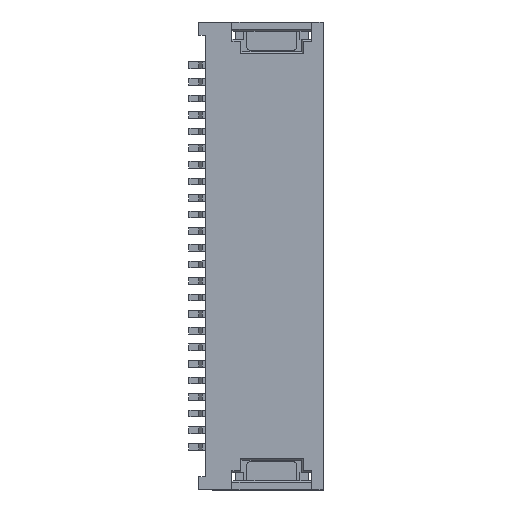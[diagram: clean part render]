
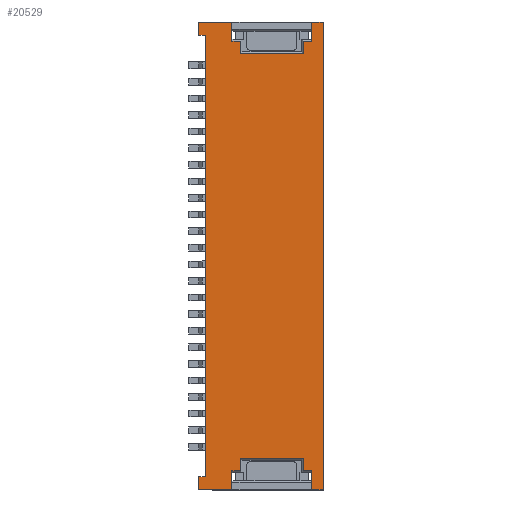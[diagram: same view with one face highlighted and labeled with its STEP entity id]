
A CAD part, top view. The second image highlights one B-rep face of the part: STEP entity #20529.
In plain terms, the highlighted face is planar.
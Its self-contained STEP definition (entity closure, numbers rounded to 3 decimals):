
#1294=FACE_OUTER_BOUND('',#2328,.T.);
#2328=EDGE_LOOP('',(#18230,#18231,#18232,#18233,#18234,#18235,#18236,#18237,
#18238,#18239,#18240,#18241,#18242,#18243,#18244,#18245,#18246,#18247,#18248,
#18249,#18250,#18251,#18252,#18253));
#2395=LINE('',#27060,#5125);
#2397=LINE('',#27066,#5127);
#2400=LINE('',#27072,#5130);
#3029=LINE('',#28322,#5759);
#4908=LINE('',#32478,#7638);
#4928=LINE('',#32516,#7658);
#4929=LINE('',#32518,#7659);
#4990=LINE('',#32648,#7720);
#4991=LINE('',#32650,#7721);
#4993=LINE('',#32654,#7723);
#5010=LINE('',#32684,#7740);
#5011=LINE('',#32686,#7741);
#5012=LINE('',#32688,#7742);
#5013=LINE('',#32690,#7743);
#5014=LINE('',#32692,#7744);
#5015=LINE('',#32694,#7745);
#5016=LINE('',#32696,#7746);
#5017=LINE('',#32698,#7747);
#5018=LINE('',#32699,#7748);
#5019=LINE('',#32701,#7749);
#5020=LINE('',#32703,#7750);
#5021=LINE('',#32705,#7751);
#5022=LINE('',#32707,#7752);
#5023=LINE('',#32708,#7753);
#5125=VECTOR('',#21853,0.4);
#5127=VECTOR('',#21857,0.4);
#5130=VECTOR('',#21862,0.2);
#5759=VECTOR('',#22631,13.3);
#7638=VECTOR('',#26646,14.1);
#7658=VECTOR('',#26674,1.);
#7659=VECTOR('',#26675,0.35);
#7720=VECTOR('',#26764,0.35);
#7721=VECTOR('',#26765,1.);
#7723=VECTOR('',#26769,0.575);
#7740=VECTOR('',#26798,0.575);
#7741=VECTOR('',#26801,0.2);
#7742=VECTOR('',#26802,0.575);
#7743=VECTOR('',#26803,0.25);
#7744=VECTOR('',#26804,0.375);
#7745=VECTOR('',#26805,1.9);
#7746=VECTOR('',#26806,0.375);
#7747=VECTOR('',#26807,0.25);
#7748=VECTOR('',#26808,0.575);
#7749=VECTOR('',#26809,0.25);
#7750=VECTOR('',#26810,0.375);
#7751=VECTOR('',#26811,1.9);
#7752=VECTOR('',#26812,0.375);
#7753=VECTOR('',#26813,0.25);
#7853=VERTEX_POINT('',#27054);
#7855=VERTEX_POINT('',#27058);
#7857=VERTEX_POINT('',#27063);
#7858=VERTEX_POINT('',#27065);
#7860=VERTEX_POINT('',#27071);
#8411=VERTEX_POINT('',#28321);
#9619=VERTEX_POINT('',#32475);
#9620=VERTEX_POINT('',#32477);
#9634=VERTEX_POINT('',#32514);
#9635=VERTEX_POINT('',#32517);
#9690=VERTEX_POINT('',#32646);
#9691=VERTEX_POINT('',#32649);
#9692=VERTEX_POINT('',#32653);
#9699=VERTEX_POINT('',#32682);
#9700=VERTEX_POINT('',#32687);
#9701=VERTEX_POINT('',#32689);
#9702=VERTEX_POINT('',#32691);
#9703=VERTEX_POINT('',#32693);
#9704=VERTEX_POINT('',#32695);
#9705=VERTEX_POINT('',#32697);
#9706=VERTEX_POINT('',#32700);
#9707=VERTEX_POINT('',#32702);
#9708=VERTEX_POINT('',#32704);
#9709=VERTEX_POINT('',#32706);
#9755=EDGE_CURVE('',#7853,#7855,#2395,.T.);
#9757=EDGE_CURVE('',#7858,#7857,#2397,.T.);
#9760=EDGE_CURVE('',#7853,#7860,#2400,.T.);
#10397=EDGE_CURVE('',#7860,#8411,#3029,.T.);
#12463=EDGE_CURVE('',#9619,#9620,#4908,.T.);
#12483=EDGE_CURVE('',#7855,#9634,#4928,.T.);
#12484=EDGE_CURVE('',#9635,#9620,#4929,.T.);
#12549=EDGE_CURVE('',#9690,#9619,#4990,.T.);
#12550=EDGE_CURVE('',#7858,#9691,#4991,.T.);
#12552=EDGE_CURVE('',#9691,#9692,#4993,.T.);
#12569=EDGE_CURVE('',#9690,#9699,#5010,.T.);
#12570=EDGE_CURVE('',#7857,#8411,#5011,.T.);
#12571=EDGE_CURVE('',#9634,#9700,#5012,.T.);
#12572=EDGE_CURVE('',#9701,#9700,#5013,.T.);
#12573=EDGE_CURVE('',#9702,#9701,#5014,.T.);
#12574=EDGE_CURVE('',#9703,#9702,#5015,.T.);
#12575=EDGE_CURVE('',#9704,#9703,#5016,.T.);
#12576=EDGE_CURVE('',#9705,#9704,#5017,.T.);
#12577=EDGE_CURVE('',#9635,#9705,#5018,.T.);
#12578=EDGE_CURVE('',#9706,#9699,#5019,.T.);
#12579=EDGE_CURVE('',#9707,#9706,#5020,.T.);
#12580=EDGE_CURVE('',#9708,#9707,#5021,.T.);
#12581=EDGE_CURVE('',#9709,#9708,#5022,.T.);
#12582=EDGE_CURVE('',#9692,#9709,#5023,.T.);
#18230=ORIENTED_EDGE('',*,*,#12552,.F.);
#18231=ORIENTED_EDGE('',*,*,#12550,.F.);
#18232=ORIENTED_EDGE('',*,*,#9757,.T.);
#18233=ORIENTED_EDGE('',*,*,#12570,.T.);
#18234=ORIENTED_EDGE('',*,*,#10397,.F.);
#18235=ORIENTED_EDGE('',*,*,#9760,.F.);
#18236=ORIENTED_EDGE('',*,*,#9755,.T.);
#18237=ORIENTED_EDGE('',*,*,#12483,.T.);
#18238=ORIENTED_EDGE('',*,*,#12571,.T.);
#18239=ORIENTED_EDGE('',*,*,#12572,.F.);
#18240=ORIENTED_EDGE('',*,*,#12573,.F.);
#18241=ORIENTED_EDGE('',*,*,#12574,.F.);
#18242=ORIENTED_EDGE('',*,*,#12575,.F.);
#18243=ORIENTED_EDGE('',*,*,#12576,.F.);
#18244=ORIENTED_EDGE('',*,*,#12577,.F.);
#18245=ORIENTED_EDGE('',*,*,#12484,.T.);
#18246=ORIENTED_EDGE('',*,*,#12463,.F.);
#18247=ORIENTED_EDGE('',*,*,#12549,.F.);
#18248=ORIENTED_EDGE('',*,*,#12569,.T.);
#18249=ORIENTED_EDGE('',*,*,#12578,.F.);
#18250=ORIENTED_EDGE('',*,*,#12579,.F.);
#18251=ORIENTED_EDGE('',*,*,#12580,.F.);
#18252=ORIENTED_EDGE('',*,*,#12581,.F.);
#18253=ORIENTED_EDGE('',*,*,#12582,.F.);
#19425=PLANE('',#21774);
#20529=ADVANCED_FACE('',(#1294),#19425,.T.);
#21774=AXIS2_PLACEMENT_3D('',#32685,#26799,#26800);
#21853=DIRECTION('',(-1.,0.,0.));
#21857=DIRECTION('',(-1.,0.,0.));
#21862=DIRECTION('',(0.,0.,1.));
#22631=DIRECTION('',(1.,0.,0.));
#26646=DIRECTION('',(-1.,0.,0.));
#26674=DIRECTION('',(0.,0.,1.));
#26675=DIRECTION('',(0.,0.,1.));
#26764=DIRECTION('',(0.,0.,1.));
#26765=DIRECTION('',(0.,0.,1.));
#26769=DIRECTION('',(-1.,0.,0.));
#26798=DIRECTION('',(-1.,0.,0.));
#26799=DIRECTION('center_axis',(0.,1.,0.));
#26800=DIRECTION('ref_axis',(-1.,0.,0.));
#26801=DIRECTION('',(0.,0.,1.));
#26802=DIRECTION('',(1.,0.,0.));
#26803=DIRECTION('',(0.,0.,-1.));
#26804=DIRECTION('',(-1.,0.,0.));
#26805=DIRECTION('',(0.,0.,-1.));
#26806=DIRECTION('',(1.,0.,0.));
#26807=DIRECTION('',(0.,0.,-1.));
#26808=DIRECTION('',(1.,0.,0.));
#26809=DIRECTION('',(0.,0.,1.));
#26810=DIRECTION('',(1.,0.,0.));
#26811=DIRECTION('',(0.,0.,1.));
#26812=DIRECTION('',(-1.,0.,0.));
#26813=DIRECTION('',(0.,0.,1.));
#27054=CARTESIAN_POINT('',(-6.65,1.15,0.));
#27058=CARTESIAN_POINT('',(-7.05,1.15,0.));
#27060=CARTESIAN_POINT('',(-6.65,1.15,0.));
#27063=CARTESIAN_POINT('',(6.65,1.15,0.));
#27065=CARTESIAN_POINT('',(7.05,1.15,0.));
#27066=CARTESIAN_POINT('',(7.05,1.15,0.));
#27071=CARTESIAN_POINT('',(-6.65,1.15,0.2));
#27072=CARTESIAN_POINT('',(-6.65,1.15,0.));
#28321=CARTESIAN_POINT('',(6.65,1.15,0.2));
#28322=CARTESIAN_POINT('',(-6.65,1.15,0.2));
#32475=CARTESIAN_POINT('',(7.05,1.15,3.75));
#32477=CARTESIAN_POINT('',(-7.05,1.15,3.75));
#32478=CARTESIAN_POINT('',(7.05,1.15,3.75));
#32514=CARTESIAN_POINT('',(-7.05,1.15,1.));
#32516=CARTESIAN_POINT('',(-7.05,1.15,0.));
#32517=CARTESIAN_POINT('',(-7.05,1.15,3.4));
#32518=CARTESIAN_POINT('',(-7.05,1.15,3.4));
#32646=CARTESIAN_POINT('',(7.05,1.15,3.4));
#32648=CARTESIAN_POINT('',(7.05,1.15,3.4));
#32649=CARTESIAN_POINT('',(7.05,1.15,1.));
#32650=CARTESIAN_POINT('',(7.05,1.15,0.));
#32653=CARTESIAN_POINT('',(6.475,1.15,1.));
#32654=CARTESIAN_POINT('',(7.05,1.15,1.));
#32682=CARTESIAN_POINT('',(6.475,1.15,3.4));
#32684=CARTESIAN_POINT('',(7.05,1.15,3.4));
#32685=CARTESIAN_POINT('Origin',(7.05,1.15,0.));
#32686=CARTESIAN_POINT('',(6.65,1.15,0.));
#32687=CARTESIAN_POINT('',(-6.475,1.15,1.));
#32688=CARTESIAN_POINT('',(-7.05,1.15,1.));
#32689=CARTESIAN_POINT('',(-6.475,1.15,1.25));
#32690=CARTESIAN_POINT('',(-6.475,1.15,1.25));
#32691=CARTESIAN_POINT('',(-6.1,1.15,1.25));
#32692=CARTESIAN_POINT('',(-6.1,1.15,1.25));
#32693=CARTESIAN_POINT('',(-6.1,1.15,3.15));
#32694=CARTESIAN_POINT('',(-6.1,1.15,3.15));
#32695=CARTESIAN_POINT('',(-6.475,1.15,3.15));
#32696=CARTESIAN_POINT('',(-6.475,1.15,3.15));
#32697=CARTESIAN_POINT('',(-6.475,1.15,3.4));
#32698=CARTESIAN_POINT('',(-6.475,1.15,3.4));
#32699=CARTESIAN_POINT('',(-7.05,1.15,3.4));
#32700=CARTESIAN_POINT('',(6.475,1.15,3.15));
#32701=CARTESIAN_POINT('',(6.475,1.15,3.15));
#32702=CARTESIAN_POINT('',(6.1,1.15,3.15));
#32703=CARTESIAN_POINT('',(6.1,1.15,3.15));
#32704=CARTESIAN_POINT('',(6.1,1.15,1.25));
#32705=CARTESIAN_POINT('',(6.1,1.15,1.25));
#32706=CARTESIAN_POINT('',(6.475,1.15,1.25));
#32707=CARTESIAN_POINT('',(6.475,1.15,1.25));
#32708=CARTESIAN_POINT('',(6.475,1.15,1.));
